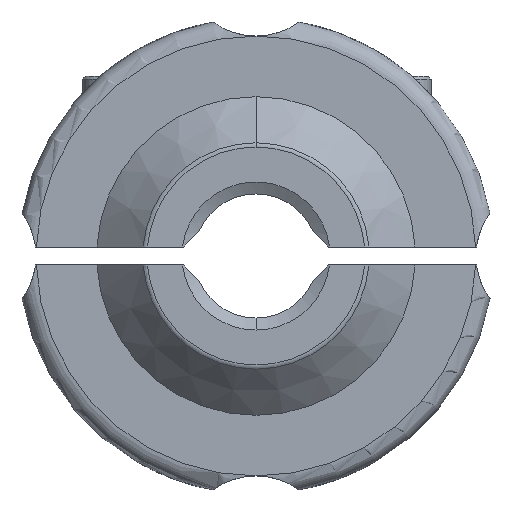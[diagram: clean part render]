
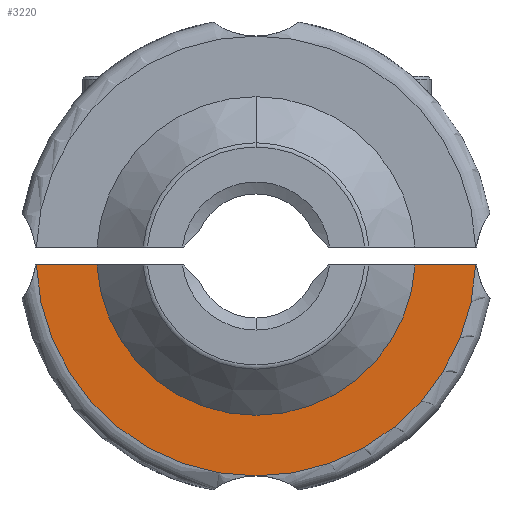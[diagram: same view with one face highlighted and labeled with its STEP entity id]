
A CAD part, front view. The second image highlights one B-rep face of the part: STEP entity #3220.
In plain terms, the highlighted planar face has unit normal (0, -1, 0).
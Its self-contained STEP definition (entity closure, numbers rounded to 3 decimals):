
#83 = EDGE_CURVE ( 'NONE', #5085, #2198, #2145, .T. ) ;
#351 = EDGE_CURVE ( 'NONE', #2598, #5243, #2259, .T. ) ;
#706 = ORIENTED_EDGE ( 'NONE', *, *, #1189, .F. ) ;
#819 = ORIENTED_EDGE ( 'NONE', *, *, #83, .F. ) ;
#1001 = VERTEX_POINT ( 'NONE', #1300 ) ;
#1171 = CARTESIAN_POINT ( 'NONE',  ( 0., 8., -1.5 ) ) ;
#1189 = EDGE_CURVE ( 'NONE', #5243, #5085, #2451, .T. ) ;
#1300 = CARTESIAN_POINT ( 'NONE',  ( 0., 8., -36.75 ) ) ;
#1504 = CARTESIAN_POINT ( 'NONE',  ( -26.583, 8., -1.5 ) ) ;
#1554 = DIRECTION ( 'NONE',  ( 0., 0., -1. ) ) ;
#1682 = PLANE ( 'NONE',  #2358 ) ;
#1818 = AXIS2_PLACEMENT_3D ( 'NONE', #3191, #3713, #2313 ) ;
#1834 = ORIENTED_EDGE ( 'NONE', *, *, #351, .F. ) ;
#1951 = EDGE_LOOP ( 'NONE', ( #1834, #5129, #3177, #819, #706 ) ) ;
#1967 = DIRECTION ( 'NONE',  ( 0., -1., 0. ) ) ;
#2145 = LINE ( 'NONE', #1171, #5249 ) ;
#2198 = VERTEX_POINT ( 'NONE', #4079 ) ;
#2259 = LINE ( 'NONE', #2372, #5285 ) ;
#2313 = DIRECTION ( 'NONE',  ( 0., 0., 1. ) ) ;
#2358 = AXIS2_PLACEMENT_3D ( 'NONE', #4413, #5739, #5331 ) ;
#2372 = CARTESIAN_POINT ( 'NONE',  ( 0., 8., -1.5 ) ) ;
#2451 = CIRCLE ( 'NONE', #2883, 26.625 ) ;
#2472 = CARTESIAN_POINT ( 'NONE',  ( 26.583, 8., -1.5 ) ) ;
#2551 = EDGE_CURVE ( 'NONE', #2598, #1001, #3835, .T. ) ;
#2558 = DIRECTION ( 'NONE',  ( 1., 0., 0. ) ) ;
#2598 = VERTEX_POINT ( 'NONE', #5606 ) ;
#2784 = FACE_OUTER_BOUND ( 'NONE', #1951, .T. ) ;
#2852 = DIRECTION ( 'NONE',  ( 1., 0., 0. ) ) ;
#2883 = AXIS2_PLACEMENT_3D ( 'NONE', #5557, #1967, #1554 ) ;
#2891 = AXIS2_PLACEMENT_3D ( 'NONE', #3593, #5380, #3142 ) ;
#2899 = EDGE_CURVE ( 'NONE', #1001, #2198, #4024, .T. ) ;
#3142 = DIRECTION ( 'NONE',  ( 0., 0., 1. ) ) ;
#3177 = ORIENTED_EDGE ( 'NONE', *, *, #2899, .T. ) ;
#3191 = CARTESIAN_POINT ( 'NONE',  ( 0., 8., 0. ) ) ;
#3220 = ADVANCED_FACE ( 'NONE', ( #2784 ), #1682, .F. ) ;
#3593 = CARTESIAN_POINT ( 'NONE',  ( 0., 8., 0. ) ) ;
#3713 = DIRECTION ( 'NONE',  ( 0., -1., 0. ) ) ;
#3835 = CIRCLE ( 'NONE', #2891, 36.75 ) ;
#4024 = CIRCLE ( 'NONE', #1818, 36.75 ) ;
#4079 = CARTESIAN_POINT ( 'NONE',  ( 36.719, 8., -1.5 ) ) ;
#4413 = CARTESIAN_POINT ( 'NONE',  ( 0., 8., 39.75 ) ) ;
#5085 = VERTEX_POINT ( 'NONE', #2472 ) ;
#5129 = ORIENTED_EDGE ( 'NONE', *, *, #2551, .T. ) ;
#5243 = VERTEX_POINT ( 'NONE', #1504 ) ;
#5249 = VECTOR ( 'NONE', #2558, 1000. ) ;
#5285 = VECTOR ( 'NONE', #2852, 1000. ) ;
#5331 = DIRECTION ( 'NONE',  ( 0., 0., 1. ) ) ;
#5380 = DIRECTION ( 'NONE',  ( 0., -1., 0. ) ) ;
#5557 = CARTESIAN_POINT ( 'NONE',  ( 0., 8., 0. ) ) ;
#5606 = CARTESIAN_POINT ( 'NONE',  ( -36.719, 8., -1.5 ) ) ;
#5739 = DIRECTION ( 'NONE',  ( 0., 1., 0. ) ) ;
